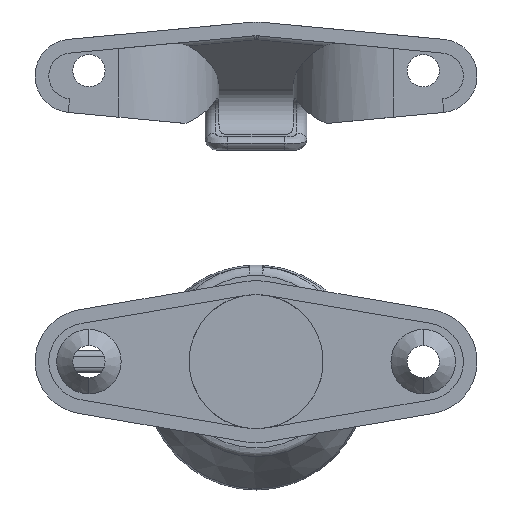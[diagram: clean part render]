
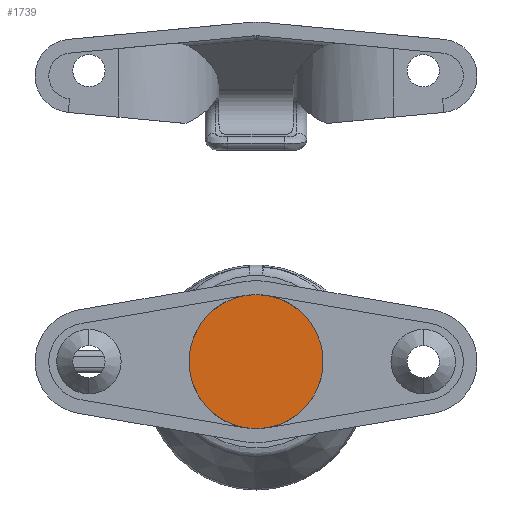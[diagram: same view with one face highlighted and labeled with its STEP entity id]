
A CAD part, front view. The second image highlights one B-rep face of the part: STEP entity #1739.
In plain terms, the highlighted planar face has unit normal (0, -1, 0).
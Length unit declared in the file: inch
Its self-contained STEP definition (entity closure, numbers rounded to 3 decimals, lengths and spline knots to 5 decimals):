
#414 = ORIENTED_EDGE ( 'NONE', *, *, #4211, .F. ) ;
#830 = AXIS2_PLACEMENT_3D ( 'NONE', #5860, #1266, #5760 ) ;
#1266 = DIRECTION ( 'NONE',  ( 0., 1., 0. ) ) ;
#1295 = VERTEX_POINT ( 'NONE', #1639 ) ;
#1639 = CARTESIAN_POINT ( 'NONE',  ( 0., 0.2, -1.13875 ) ) ;
#1679 = DIRECTION ( 'NONE',  ( 0., 0., 1. ) ) ;
#1739 = ADVANCED_FACE ( 'NONE', ( #2501 ), #2792, .F. ) ;
#2057 = AXIS2_PLACEMENT_3D ( 'NONE', #7171, #2672, #1679 ) ;
#2083 = VERTEX_POINT ( 'NONE', #6339 ) ;
#2501 = FACE_OUTER_BOUND ( 'NONE', #6419, .T. ) ;
#2672 = DIRECTION ( 'NONE',  ( 0., 1., 0. ) ) ;
#2792 = PLANE ( 'NONE',  #4175 ) ;
#2818 = CARTESIAN_POINT ( 'NONE',  ( 0., 0.2, -0.75 ) ) ;
#3232 = EDGE_CURVE ( 'NONE', #2083, #1295, #3530, .T. ) ;
#3530 = CIRCLE ( 'NONE', #2057, 0.38875 ) ;
#3950 = CIRCLE ( 'NONE', #830, 0.38875 ) ;
#4175 = AXIS2_PLACEMENT_3D ( 'NONE', #2818, #5009, #6708 ) ;
#4211 = EDGE_CURVE ( 'NONE', #1295, #2083, #3950, .T. ) ;
#5009 = DIRECTION ( 'NONE',  ( 0., 1., 0. ) ) ;
#5760 = DIRECTION ( 'NONE',  ( 0., 0., 1. ) ) ;
#5860 = CARTESIAN_POINT ( 'NONE',  ( 0., 0.2, -0.75 ) ) ;
#6339 = CARTESIAN_POINT ( 'NONE',  ( 0., 0.2, -0.36125 ) ) ;
#6419 = EDGE_LOOP ( 'NONE', ( #414, #6873 ) ) ;
#6708 = DIRECTION ( 'NONE',  ( 0., 0., 1. ) ) ;
#6873 = ORIENTED_EDGE ( 'NONE', *, *, #3232, .F. ) ;
#7171 = CARTESIAN_POINT ( 'NONE',  ( 0., 0.2, -0.75 ) ) ;
